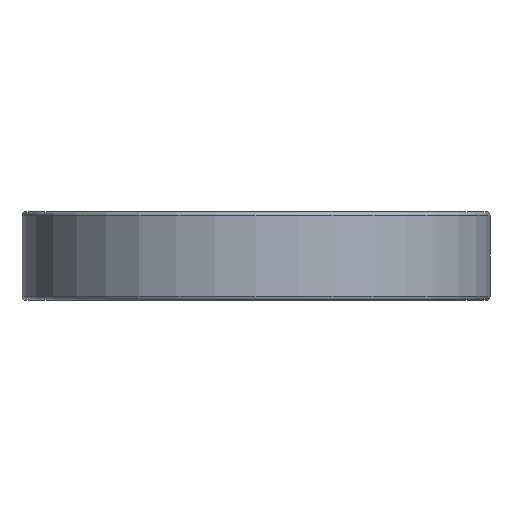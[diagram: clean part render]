
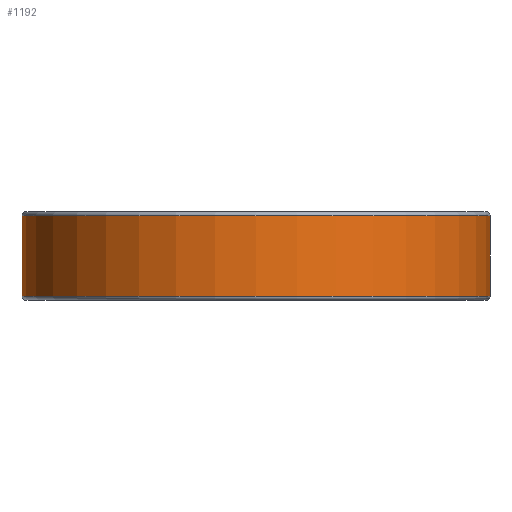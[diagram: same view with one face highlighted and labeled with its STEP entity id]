
A CAD part, front view. The second image highlights one B-rep face of the part: STEP entity #1192.
In plain terms, the highlighted cylindrical face has radius 18.5 mm (diameter 37 mm), a full revolution.
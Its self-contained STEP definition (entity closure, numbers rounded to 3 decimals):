
#167=LINE('',#1733,#173);
#173=VECTOR('',#1451,18.5);
#179=CYLINDRICAL_SURFACE('',#1282,18.5);
#190=FACE_OUTER_BOUND('',#245,.T.);
#245=EDGE_LOOP('',(#783,#784,#785,#786,#787,#788));
#330=CIRCLE('',#1278,18.5);
#331=CIRCLE('',#1279,18.5);
#334=CIRCLE('',#1283,18.5);
#335=CIRCLE('',#1284,18.5);
#417=VERTEX_POINT('',#1722);
#418=VERTEX_POINT('',#1723);
#420=VERTEX_POINT('',#1730);
#421=VERTEX_POINT('',#1731);
#570=EDGE_CURVE('',#417,#418,#330,.T.);
#571=EDGE_CURVE('',#418,#417,#331,.T.);
#574=EDGE_CURVE('',#420,#421,#334,.T.);
#575=EDGE_CURVE('',#420,#418,#167,.T.);
#576=EDGE_CURVE('',#421,#420,#335,.T.);
#783=ORIENTED_EDGE('',*,*,#574,.F.);
#784=ORIENTED_EDGE('',*,*,#575,.T.);
#785=ORIENTED_EDGE('',*,*,#570,.F.);
#786=ORIENTED_EDGE('',*,*,#571,.F.);
#787=ORIENTED_EDGE('',*,*,#575,.F.);
#788=ORIENTED_EDGE('',*,*,#576,.F.);
#1192=ADVANCED_FACE('',(#190),#179,.T.);
#1278=AXIS2_PLACEMENT_3D('',#1724,#1439,#1440);
#1279=AXIS2_PLACEMENT_3D('',#1725,#1441,#1442);
#1282=AXIS2_PLACEMENT_3D('',#1729,#1447,#1448);
#1283=AXIS2_PLACEMENT_3D('',#1732,#1449,#1450);
#1284=AXIS2_PLACEMENT_3D('',#1734,#1452,#1453);
#1439=DIRECTION('center_axis',(0.,0.,-1.));
#1440=DIRECTION('ref_axis',(0.,-1.,0.));
#1441=DIRECTION('center_axis',(0.,0.,-1.));
#1442=DIRECTION('ref_axis',(0.,-1.,0.));
#1447=DIRECTION('center_axis',(0.,0.,1.));
#1448=DIRECTION('ref_axis',(0.,1.,0.));
#1449=DIRECTION('center_axis',(0.,0.,1.));
#1450=DIRECTION('ref_axis',(0.,-1.,0.));
#1451=DIRECTION('',(0.,0.,-1.));
#1452=DIRECTION('center_axis',(0.,0.,1.));
#1453=DIRECTION('ref_axis',(0.,-1.,0.));
#1722=CARTESIAN_POINT('',(-18.5,0.,0.3));
#1723=CARTESIAN_POINT('',(0.,-18.5,0.3));
#1724=CARTESIAN_POINT('Origin',(0.,0.,0.3));
#1725=CARTESIAN_POINT('Origin',(0.,0.,0.3));
#1729=CARTESIAN_POINT('Origin',(0.,0.,3.5));
#1730=CARTESIAN_POINT('',(0.,-18.5,6.7));
#1731=CARTESIAN_POINT('',(-18.5,0.,6.7));
#1732=CARTESIAN_POINT('Origin',(0.,0.,6.7));
#1733=CARTESIAN_POINT('',(0.,-18.5,3.5));
#1734=CARTESIAN_POINT('Origin',(0.,0.,6.7));
